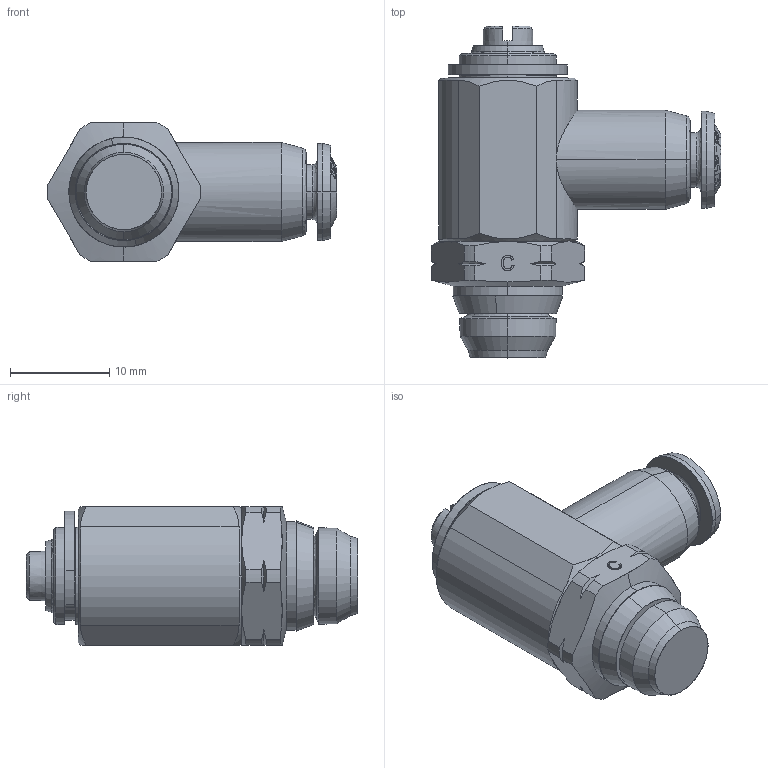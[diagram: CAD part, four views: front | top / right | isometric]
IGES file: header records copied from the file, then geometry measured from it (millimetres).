
Start section: SolidWorks IGES file using analytic representation for surfaces
Global section: file name: 5590000003A.igs; native system: SolidWorks 2011; preprocessor: SolidWorks 2011; author: cad05; date: 110524.115945; units: millimetre
Bounding box: 29.25 x 33.5 x 14 mm (x, y, z)
Surface area: 2296.4 mm2 (no closed solid volume)
Topology: 0 solids, 0 shells, 259 faces, 2896 edges, 2896 vertices
Faces by surface type: bspline 158, revolution 101
